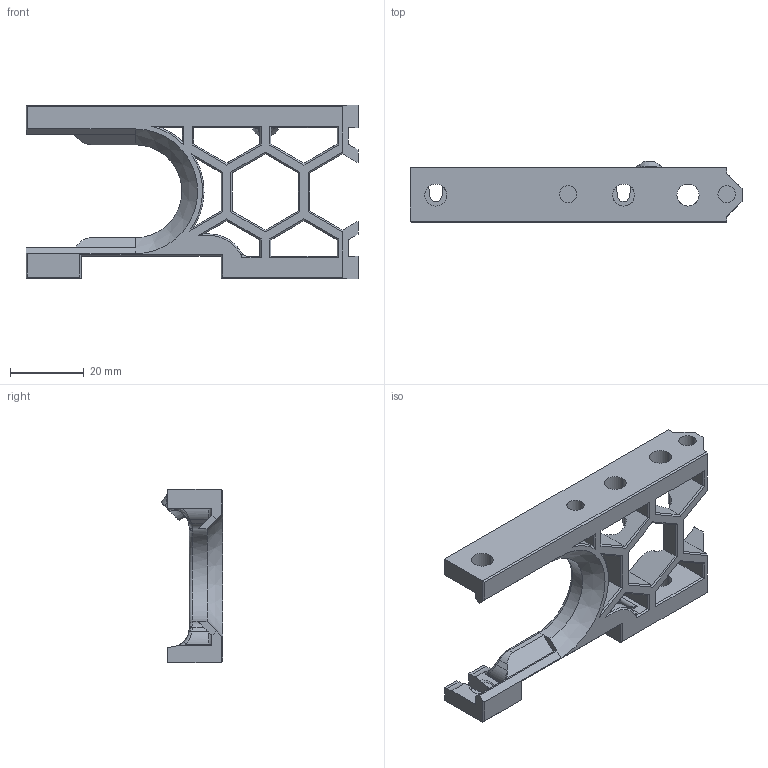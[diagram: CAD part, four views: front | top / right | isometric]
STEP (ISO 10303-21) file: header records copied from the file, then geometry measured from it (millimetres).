
FILE_DESCRIPTION (( 'STEP AP214' ), '1' );
FILE_NAME ('new_front_skirt_two_piece_a.STEP', '2021-10-23T19:15:07', ( '' ), ( '' ), 'SwSTEP 2.0', 'SolidWorks 2021', '' );
FILE_SCHEMA (( 'AUTOMOTIVE_DESIGN' ));
Length unit declared in the file: millimetre
Products named in the file (1): new_front_skirt_two_piece_a
Bounding box: 90.17 x 16.75 x 47 mm (x, y, z)
Volume: 17529.5 mm3; surface area: 11406.3 mm2
Topology: 1 solids, 1 shells, 272 faces, 741 edges, 462 vertices
Faces by surface type: plane 161, cylinder 52, bspline 35, cone 15, torus 9
Entity records: 9658 total; most frequent: CARTESIAN_POINT 3189, ORIENTED_EDGE 1472, DIRECTION 1180, EDGE_CURVE 736, VERTEX_POINT 462, LINE 450, VECTOR 450, AXIS2_PLACEMENT_3D 365
